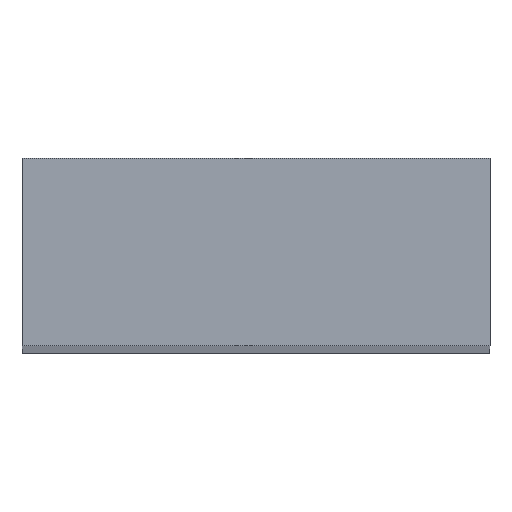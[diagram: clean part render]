
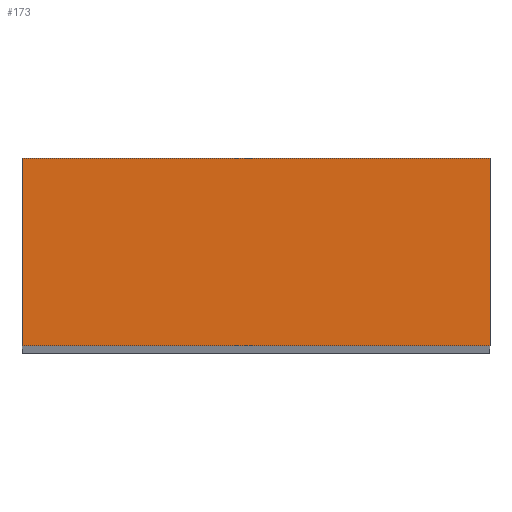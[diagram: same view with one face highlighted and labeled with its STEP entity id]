
A CAD part, top view. The second image highlights one B-rep face of the part: STEP entity #173.
In plain terms, the highlighted planar face has unit normal (0, 0, 1).
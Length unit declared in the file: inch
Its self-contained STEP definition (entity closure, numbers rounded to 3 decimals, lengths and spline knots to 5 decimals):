
#7 = VECTOR ( 'NONE', #100, 39.37008 ) ;
#26 = ORIENTED_EDGE ( 'NONE', *, *, #172, .F. ) ;
#28 = ORIENTED_EDGE ( 'NONE', *, *, #156, .F. ) ;
#30 = ORIENTED_EDGE ( 'NONE', *, *, #160, .T. ) ;
#44 = DIRECTION ( 'NONE',  ( -1., 0., 0. ) ) ;
#45 = DIRECTION ( 'NONE',  ( 0., 0., -1. ) ) ;
#46 = CARTESIAN_POINT ( 'NONE',  ( 0.3125, 0.125, 0. ) ) ;
#47 = DIRECTION ( 'NONE',  ( 0., -1., 0. ) ) ;
#48 = CARTESIAN_POINT ( 'NONE',  ( 0.3125, 0.125, 0. ) ) ;
#49 = LINE ( 'NONE', #48, #193 ) ;
#53 = PLANE ( 'NONE',  #192 ) ;
#83 = DIRECTION ( 'NONE',  ( 0., -1., 0. ) ) ;
#84 = CARTESIAN_POINT ( 'NONE',  ( 0., 0.125, 0. ) ) ;
#85 = LINE ( 'NONE', #84, #181 ) ;
#86 = DIRECTION ( 'NONE',  ( 1., 0., 0. ) ) ;
#87 = CARTESIAN_POINT ( 'NONE',  ( 0.3125, 0., 0. ) ) ;
#88 = LINE ( 'NONE', #87, #180 ) ;
#92 = VERTEX_POINT ( 'NONE', #115 ) ;
#94 = ORIENTED_EDGE ( 'NONE', *, *, #161, .T. ) ;
#98 = LINE ( 'NONE', #99, #7 ) ;
#99 = CARTESIAN_POINT ( 'NONE',  ( 0.3125, 0.125, 0. ) ) ;
#100 = DIRECTION ( 'NONE',  ( 1., 0., 0. ) ) ;
#108 = CARTESIAN_POINT ( 'NONE',  ( 0.3125, 0., 0. ) ) ;
#109 = CARTESIAN_POINT ( 'NONE',  ( 0.3125, 0.125, 0. ) ) ;
#110 = CARTESIAN_POINT ( 'NONE',  ( 0., 0.125, 0. ) ) ;
#115 = CARTESIAN_POINT ( 'NONE',  ( 0., 0., 0. ) ) ;
#139 = VERTEX_POINT ( 'NONE', #110 ) ;
#141 = EDGE_LOOP ( 'NONE', ( #30, #26, #28, #94 ) ) ;
#146 = VERTEX_POINT ( 'NONE', #109 ) ;
#147 = VERTEX_POINT ( 'NONE', #108 ) ;
#156 = EDGE_CURVE ( 'NONE', #139, #146, #98, .T. ) ;
#160 = EDGE_CURVE ( 'NONE', #92, #147, #88, .T. ) ;
#161 = EDGE_CURVE ( 'NONE', #139, #92, #85, .T. ) ;
#172 = EDGE_CURVE ( 'NONE', #146, #147, #49, .T. ) ;
#173 = ADVANCED_FACE ( 'NONE', ( #199 ), #53, .F. ) ;
#180 = VECTOR ( 'NONE', #86, 39.37008 ) ;
#181 = VECTOR ( 'NONE', #83, 39.37008 ) ;
#192 = AXIS2_PLACEMENT_3D ( 'NONE', #46, #45, #44 ) ;
#193 = VECTOR ( 'NONE', #47, 39.37008 ) ;
#199 = FACE_OUTER_BOUND ( 'NONE', #141, .T. ) ;
